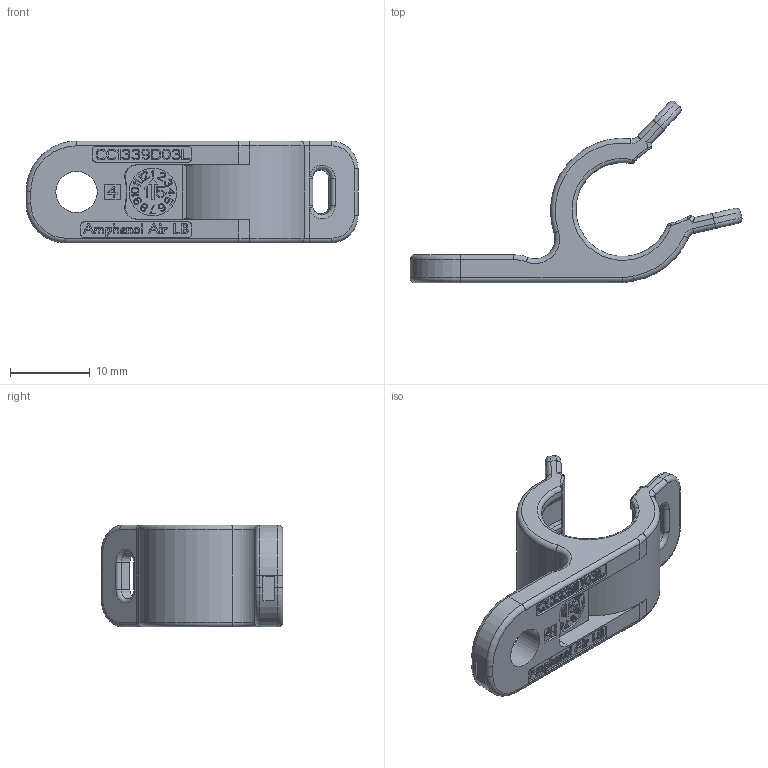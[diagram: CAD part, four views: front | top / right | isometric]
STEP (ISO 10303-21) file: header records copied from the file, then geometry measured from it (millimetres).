
FILE_DESCRIPTION((''),'2;1');
FILE_NAME('CC1339D03L','2020-07-02T',('presta_be4'),(''),'CREO PARAMETRIC BY PTC INC, 2018360','CREO PARAMETRIC BY PTC INC, 2018360','');
FILE_SCHEMA(('CONFIG_CONTROL_DESIGN'));
Length unit declared in the file: millimetre
Products named in the file (1): CC1339D03L
Bounding box: 41.72 x 22.81 x 12.8 mm (x, y, z)
Volume: 2282.7 mm3; surface area: 2316.1 mm2
Topology: 1 solids, 1 shells, 1425 faces, 3994 edges, 2634 vertices
Faces by surface type: plane 1083, extrusion 204, cylinder 72, torus 35, bspline 26, cone 5
Entity records: 51238 total; most frequent: CARTESIAN_POINT 15364, ORIENTED_EDGE 7988, DIRECTION 6287, EDGE_CURVE 3994, VECTOR 3539, LINE 3335, VERTEX_POINT 2634, EDGE_LOOP 1494
